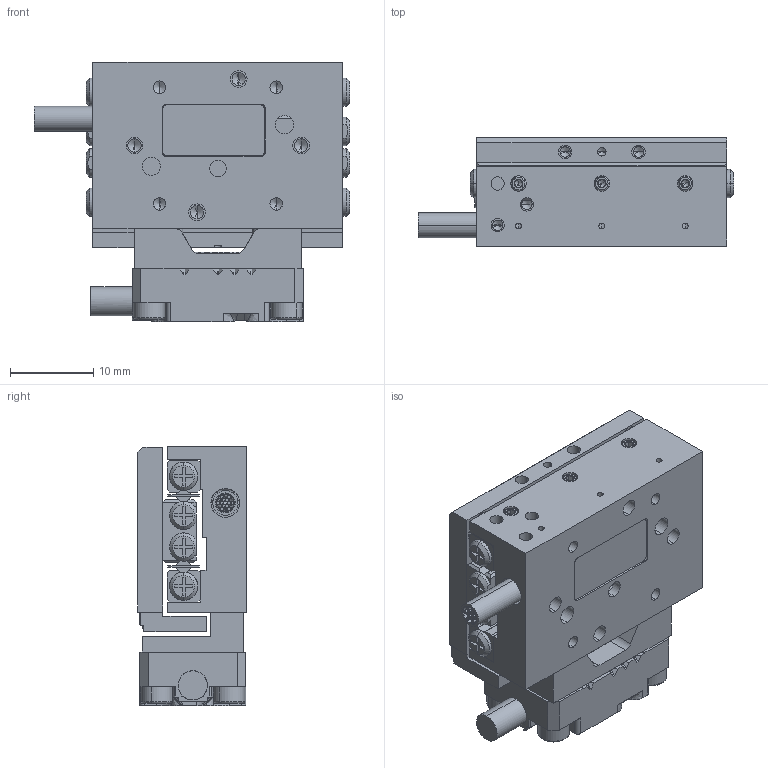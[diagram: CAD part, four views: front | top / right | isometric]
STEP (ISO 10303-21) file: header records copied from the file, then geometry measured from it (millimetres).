
FILE_DESCRIPTION (( 'STEP AP214' ), '1' );
FILE_NAME ('PPS-20-122X0.STEP', '2023-08-07T23:13:36', ( '' ), ( '' ), 'SwSTEP 2.0', 'SolidWorks 2023', '' );
FILE_SCHEMA (( 'AUTOMOTIVE_DESIGN' ));
Length unit declared in the file: millimetre
Products named in the file (18): 431420 PPS-20, Encoder Bracket, Renishaw Atom, RKLF, Tape Scale; PPS-20-122X0; PPS-20, Scale Bracket, Renishaw Atom, RCLC, RKLF, Master Part_30mm; NB Slide Way SVW 1000 Center Way_SVW 1030; SCREW, SHCS-S, M-DIN_M2 x 0.4 x 06mm; 130160 Bearing, NB, Slide Way, SVW 1000_SVW 1030-7Z (Rigid at Center); SCREW, SHCS-S, M-DIN_M1.6 x 0.35 x 06mm; PPS-20, Carriage, Master Part_30mm; SCREW, SHCS-S, M-DIN_M1.6 x 0.35 x 05mm; PPS-20, Base, Master Part_L30, No Ears ; PPS-20, Back Cover, Master Part; Cooner Black Cable_L20; Set Screw, Cup-H, E-ASME_E1-72 x 1''16; SCREW, MS-PFH, M-DIN_M2 x 0.4 x 05mm; NB Slide Way SVW 1000 Rail_SVW 1030; SCREW, MS-PPH, M-JCIS_M1.6 x 0.35 x 4mm; 110212 Encoder Head, Renishaw Atom, Atmospheric_Demo; NB Slide Way SVW 1000 Cage_SVW 1030-7Z
Assembly tree (32 placements, depth 3):
  PPS-20-122X0
    PPS-20, Base, Master Part_L30, No Ears 
    PPS-20, Back Cover, Master Part
    Cooner Black Cable_L20
    PPS-20, Carriage, Master Part_30mm
    SCREW, MS-PFH, M-DIN_M2 x 0.4 x 05mm  x3
    130160 Bearing, NB, Slide Way, SVW 1000_SVW 1030-7Z (Rigid at Center)
      NB Slide Way SVW 1000 Rail_SVW 1030  x2
      NB Slide Way SVW 1000 Center Way_SVW 1030
      NB Slide Way SVW 1000 Cage_SVW 1030-7Z  x2
    Set Screw, Cup-H, E-ASME_E1-72 x 1''16  x3
    SCREW, MS-PPH, M-JCIS_M1.6 x 0.35 x 4mm  x8
    110212 Encoder Head, Renishaw Atom, Atmospheric_Demo
    431420 PPS-20, Encoder Bracket, Renishaw Atom, RKLF, Tape Scale
    PPS-20, Scale Bracket, Renishaw Atom, RCLC, RKLF, Master Part_30mm
    SCREW, SHCS-S, M-DIN_M2 x 0.4 x 06mm  x3
    SCREW, SHCS-S, M-DIN_M1.6 x 0.35 x 05mm
    SCREW, SHCS-S, M-DIN_M1.6 x 0.35 x 06mm
Bounding box: 37.81 x 13 x 31.15 mm (x, y, z)
Volume: 8675.7 mm3; surface area: 12021.1 mm2
Topology: 44 solids, 44 shells, 1666 faces, 4197 edges, 2625 vertices
Faces by surface type: plane 779, cylinder 503, cone 234, torus 88, bspline 62
Entity records: 80520 total; most frequent: CARTESIAN_POINT 52987, ORIENTED_EDGE 5636, DIRECTION 5459, EDGE_CURVE 2818, AXIS2_PLACEMENT_3D 1910, VERTEX_POINT 1814, VECTOR 1639, LINE 1639
